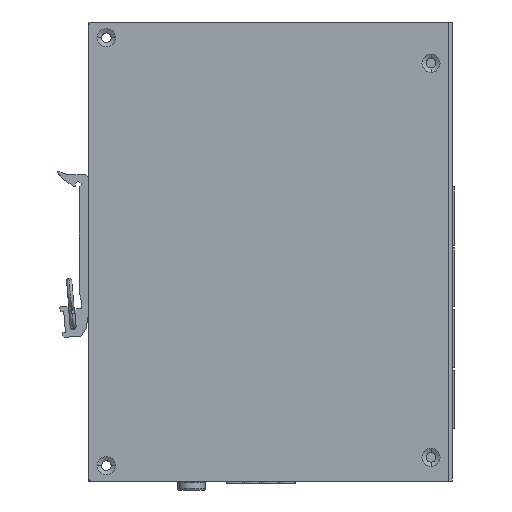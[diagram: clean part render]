
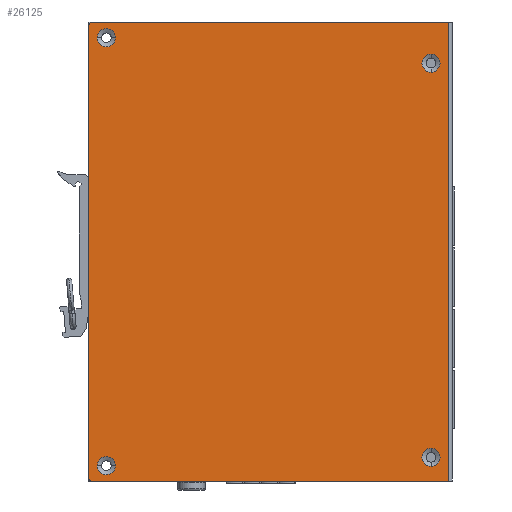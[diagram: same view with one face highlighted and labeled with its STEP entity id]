
A CAD part, front view. The second image highlights one B-rep face of the part: STEP entity #26125.
In plain terms, the highlighted face is planar.
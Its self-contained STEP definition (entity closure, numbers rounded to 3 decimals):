
#23981=DIRECTION('',(0.,0.,-1.));
#23982=VECTOR('',#23981,134.);
#23983=CARTESIAN_POINT('',(51.9,1.,134.));
#23984=LINE('',#23983,#23982);
#23989=CARTESIAN_POINT('',(-52.,1.,133.));
#23990=DIRECTION('',(0.,-1.,0.));
#23991=DIRECTION('',(0.,0.,1.));
#23992=AXIS2_PLACEMENT_3D('',#23989,#23990,#23991);
#23994=CARTESIAN_POINT('',(-52.,1.,1.));
#23995=DIRECTION('',(0.,-1.,0.));
#23996=DIRECTION('',(-1.,0.,0.));
#23997=AXIS2_PLACEMENT_3D('',#23994,#23995,#23996);
#23999=DIRECTION('',(1.,0.,0.));
#24000=VECTOR('',#23999,103.9);
#24001=CARTESIAN_POINT('',(-52.,1.,0.));
#24002=LINE('',#24001,#24000);
#24003=CARTESIAN_POINT('',(-47.9,1.,4.6));
#24004=DIRECTION('',(0.,1.,0.));
#24005=DIRECTION('',(-1.,0.,0.));
#24006=AXIS2_PLACEMENT_3D('',#24003,#24004,#24005);
#24008=CARTESIAN_POINT('',(-47.9,1.,4.6));
#24009=DIRECTION('',(0.,1.,0.));
#24010=DIRECTION('',(0.,0.,1.));
#24011=AXIS2_PLACEMENT_3D('',#24008,#24009,#24010);
#24013=CARTESIAN_POINT('',(-47.9,1.,4.6));
#24014=DIRECTION('',(0.,1.,0.));
#24015=DIRECTION('',(1.,0.,0.));
#24016=AXIS2_PLACEMENT_3D('',#24013,#24014,#24015);
#24018=CARTESIAN_POINT('',(-47.9,1.,4.6));
#24019=DIRECTION('',(0.,1.,0.));
#24020=DIRECTION('',(0.,0.,-1.));
#24021=AXIS2_PLACEMENT_3D('',#24018,#24019,#24020);
#24023=CARTESIAN_POINT('',(-47.9,1.,129.4));
#24024=DIRECTION('',(0.,1.,0.));
#24025=DIRECTION('',(-1.,0.,0.));
#24026=AXIS2_PLACEMENT_3D('',#24023,#24024,#24025);
#24028=CARTESIAN_POINT('',(-47.9,1.,129.4));
#24029=DIRECTION('',(0.,1.,0.));
#24030=DIRECTION('',(0.,0.,1.));
#24031=AXIS2_PLACEMENT_3D('',#24028,#24029,#24030);
#24033=CARTESIAN_POINT('',(-47.9,1.,129.4));
#24034=DIRECTION('',(0.,1.,0.));
#24035=DIRECTION('',(1.,0.,0.));
#24036=AXIS2_PLACEMENT_3D('',#24033,#24034,#24035);
#24038=CARTESIAN_POINT('',(-47.9,1.,129.4));
#24039=DIRECTION('',(0.,1.,0.));
#24040=DIRECTION('',(0.,0.,-1.));
#24041=AXIS2_PLACEMENT_3D('',#24038,#24039,#24040);
#24043=CARTESIAN_POINT('',(46.8,1.,12.));
#24044=DIRECTION('',(0.,1.,0.));
#24045=DIRECTION('',(0.,0.,1.));
#24046=AXIS2_PLACEMENT_3D('',#24043,#24044,#24045);
#24048=CARTESIAN_POINT('',(46.8,1.,12.));
#24049=DIRECTION('',(0.,1.,0.));
#24050=DIRECTION('',(0.,0.,-1.));
#24051=AXIS2_PLACEMENT_3D('',#24048,#24049,#24050);
#24053=CARTESIAN_POINT('',(46.8,1.,127.));
#24054=DIRECTION('',(0.,1.,0.));
#24055=DIRECTION('',(0.,0.,1.));
#24056=AXIS2_PLACEMENT_3D('',#24053,#24054,#24055);
#24058=CARTESIAN_POINT('',(46.8,1.,127.));
#24059=DIRECTION('',(0.,1.,0.));
#24060=DIRECTION('',(0.,0.,-1.));
#24061=AXIS2_PLACEMENT_3D('',#24058,#24059,#24060);
#24129=DIRECTION('',(1.,0.,0.));
#24130=VECTOR('',#24129,103.9);
#24131=CARTESIAN_POINT('',(-52.,1.,134.));
#24132=LINE('',#24131,#24130);
#24149=DIRECTION('',(0.,0.,1.));
#24150=VECTOR('',#24149,132.);
#24151=CARTESIAN_POINT('',(-53.,1.,1.));
#24152=LINE('',#24151,#24150);
#25119=CARTESIAN_POINT('',(51.9,1.,134.));
#25120=VERTEX_POINT('',#25119);
#25121=CARTESIAN_POINT('',(51.9,1.,0.));
#25122=VERTEX_POINT('',#25121);
#25123=CARTESIAN_POINT('',(-52.,1.,134.));
#25124=CARTESIAN_POINT('',(-53.,1.,133.));
#25125=VERTEX_POINT('',#25123);
#25126=VERTEX_POINT('',#25124);
#25127=CARTESIAN_POINT('',(-53.,1.,1.));
#25128=VERTEX_POINT('',#25127);
#25129=CARTESIAN_POINT('',(-52.,1.,0.));
#25130=VERTEX_POINT('',#25129);
#25131=CARTESIAN_POINT('',(-50.55,1.,4.6));
#25132=CARTESIAN_POINT('',(-47.9,1.,7.25));
#25133=VERTEX_POINT('',#25131);
#25134=VERTEX_POINT('',#25132);
#25135=CARTESIAN_POINT('',(-45.25,1.,4.6));
#25136=VERTEX_POINT('',#25135);
#25137=CARTESIAN_POINT('',(-47.9,1.,1.95));
#25138=VERTEX_POINT('',#25137);
#25139=CARTESIAN_POINT('',(-50.55,1.,129.4));
#25140=CARTESIAN_POINT('',(-47.9,1.,132.05));
#25141=VERTEX_POINT('',#25139);
#25142=VERTEX_POINT('',#25140);
#25143=CARTESIAN_POINT('',(-45.25,1.,129.4));
#25144=VERTEX_POINT('',#25143);
#25145=CARTESIAN_POINT('',(-47.9,1.,126.75));
#25146=VERTEX_POINT('',#25145);
#25147=CARTESIAN_POINT('',(46.8,1.,14.65));
#25148=CARTESIAN_POINT('',(46.8,1.,9.35));
#25149=VERTEX_POINT('',#25147);
#25150=VERTEX_POINT('',#25148);
#25151=CARTESIAN_POINT('',(46.8,1.,129.65));
#25152=CARTESIAN_POINT('',(46.8,1.,124.35));
#25153=VERTEX_POINT('',#25151);
#25154=VERTEX_POINT('',#25152);
#26075=CARTESIAN_POINT('',(-53.,1.,0.));
#26076=DIRECTION('',(0.,-1.,0.));
#26077=DIRECTION('',(1.,0.,0.));
#26078=AXIS2_PLACEMENT_3D('',#26075,#26076,#26077);
#26079=PLANE('',#26078);
#26081=ORIENTED_EDGE('',*,*,#26080,.T.);
#26083=ORIENTED_EDGE('',*,*,#26082,.F.);
#26085=ORIENTED_EDGE('',*,*,#26084,.T.);
#26087=ORIENTED_EDGE('',*,*,#26086,.T.);
#26088=ORIENTED_EDGE('',*,*,#26067,.F.);
#26090=ORIENTED_EDGE('',*,*,#26089,.F.);
#26091=EDGE_LOOP('',(#26081,#26083,#26085,#26087,#26088,#26090));
#26092=FACE_OUTER_BOUND('',#26091,.F.);
#26094=ORIENTED_EDGE('',*,*,#26093,.T.);
#26096=ORIENTED_EDGE('',*,*,#26095,.T.);
#26098=ORIENTED_EDGE('',*,*,#26097,.T.);
#26100=ORIENTED_EDGE('',*,*,#26099,.T.);
#26101=EDGE_LOOP('',(#26094,#26096,#26098,#26100));
#26102=FACE_BOUND('',#26101,.F.);
#26104=ORIENTED_EDGE('',*,*,#26103,.T.);
#26106=ORIENTED_EDGE('',*,*,#26105,.T.);
#26108=ORIENTED_EDGE('',*,*,#26107,.T.);
#26110=ORIENTED_EDGE('',*,*,#26109,.T.);
#26111=EDGE_LOOP('',(#26104,#26106,#26108,#26110));
#26112=FACE_BOUND('',#26111,.F.);
#26114=ORIENTED_EDGE('',*,*,#26113,.T.);
#26116=ORIENTED_EDGE('',*,*,#26115,.T.);
#26117=EDGE_LOOP('',(#26114,#26116));
#26118=FACE_BOUND('',#26117,.F.);
#26120=ORIENTED_EDGE('',*,*,#26119,.T.);
#26122=ORIENTED_EDGE('',*,*,#26121,.T.);
#26123=EDGE_LOOP('',(#26120,#26122));
#26124=FACE_BOUND('',#26123,.F.);
#23993=CIRCLE('',#23992,1.);
#23998=CIRCLE('',#23997,1.);
#24007=CIRCLE('',#24006,2.65);
#24012=CIRCLE('',#24011,2.65);
#24017=CIRCLE('',#24016,2.65);
#24022=CIRCLE('',#24021,2.65);
#24027=CIRCLE('',#24026,2.65);
#24032=CIRCLE('',#24031,2.65);
#24037=CIRCLE('',#24036,2.65);
#24042=CIRCLE('',#24041,2.65);
#24047=CIRCLE('',#24046,2.65);
#24052=CIRCLE('',#24051,2.65);
#24057=CIRCLE('',#24056,2.65);
#24062=CIRCLE('',#24061,2.65);
#26067=EDGE_CURVE('',#25120,#25122,#23984,.T.);
#26080=EDGE_CURVE('',#25125,#25126,#23993,.T.);
#26082=EDGE_CURVE('',#25128,#25126,#24152,.T.);
#26084=EDGE_CURVE('',#25128,#25130,#23998,.T.);
#26086=EDGE_CURVE('',#25130,#25122,#24002,.T.);
#26089=EDGE_CURVE('',#25125,#25120,#24132,.T.);
#26093=EDGE_CURVE('',#25133,#25134,#24007,.T.);
#26095=EDGE_CURVE('',#25134,#25136,#24012,.T.);
#26097=EDGE_CURVE('',#25136,#25138,#24017,.T.);
#26099=EDGE_CURVE('',#25138,#25133,#24022,.T.);
#26103=EDGE_CURVE('',#25141,#25142,#24027,.T.);
#26105=EDGE_CURVE('',#25142,#25144,#24032,.T.);
#26107=EDGE_CURVE('',#25144,#25146,#24037,.T.);
#26109=EDGE_CURVE('',#25146,#25141,#24042,.T.);
#26113=EDGE_CURVE('',#25149,#25150,#24047,.T.);
#26115=EDGE_CURVE('',#25150,#25149,#24052,.T.);
#26119=EDGE_CURVE('',#25153,#25154,#24057,.T.);
#26121=EDGE_CURVE('',#25154,#25153,#24062,.T.);
#26125=ADVANCED_FACE('',(#26092,#26102,#26112,#26118,#26124),#26079,.F.);
